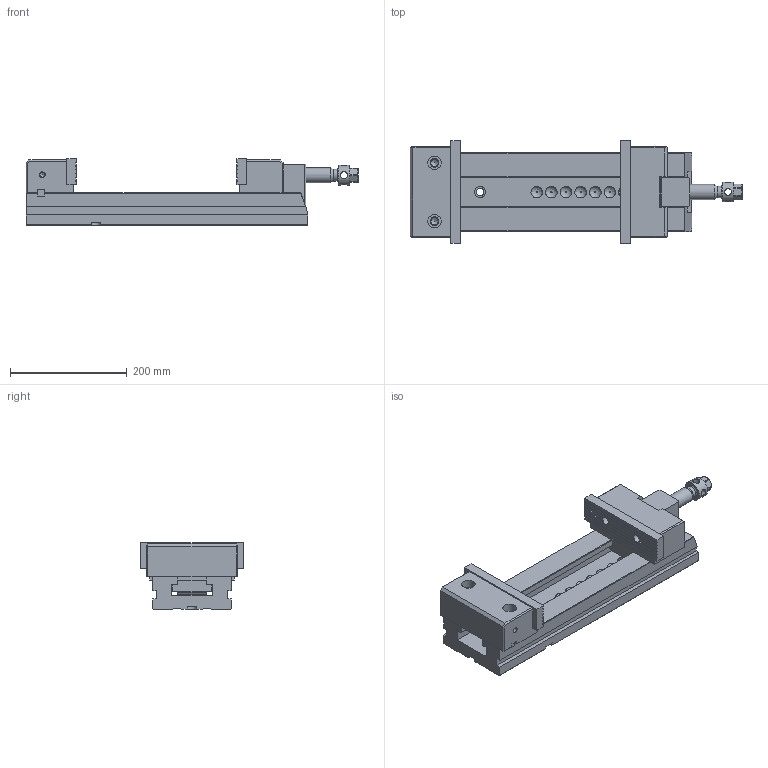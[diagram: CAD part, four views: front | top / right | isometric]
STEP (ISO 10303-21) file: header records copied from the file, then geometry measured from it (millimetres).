
FILE_DESCRIPTION(/* description */ (''),/* implementation_level */ '2;1');
FILE_NAME(/* name */ '29_175GL_Mordaza.stp',/* time_stamp */ '2013-07-12T08:21:34+02:00',/* author */ (''),/* organization */ (''),/* preprocessor_version */ 'ST-DEVELOPER v11',/* originating_system */ 'SIEMENS PLM Software NX 7.5',/* authorisation */ '');
FILE_SCHEMA (('AUTOMOTIVE_DESIGN { 1 0 10303 214 1 1 1 1 }'));
Length unit declared in the file: millimetre
Products named in the file (1): 29_175GL_Mordaza
Bounding box: 568.1 x 175 x 114.5 mm (x, y, z)
Volume: 4182520.7 mm3; surface area: 508947.2 mm2
Topology: 12 solids, 12 shells, 464 faces, 1241 edges, 817 vertices
Faces by surface type: plane 304, cylinder 87, cone 53, bspline 9, torus 9, sphere 2
Full cylindrical faces by diameter (mm): 4.351 x1, 5.188 x5, 6.985 x4, 8.4 x4, 8.782 x2, 10.579 x4, 12 x4, 12.376 x2, 13 x6, 14 x4, 15 x2, 16 x2, 16.5 x1, 19 x6, 20 x5, 21.25 x1, 23 x2, 26 x1, 30 x2, 33.8 x1, 34 x3
Entity records: 17118 total; most frequent: CARTESIAN_POINT 2909, DIRECTION 2191, ORIENTED_EDGE 2076, EDGE_CURVE 1038, VERTEX_POINT 765, AXIS2_PLACEMENT_3D 739, LINE 713, VECTOR 713
